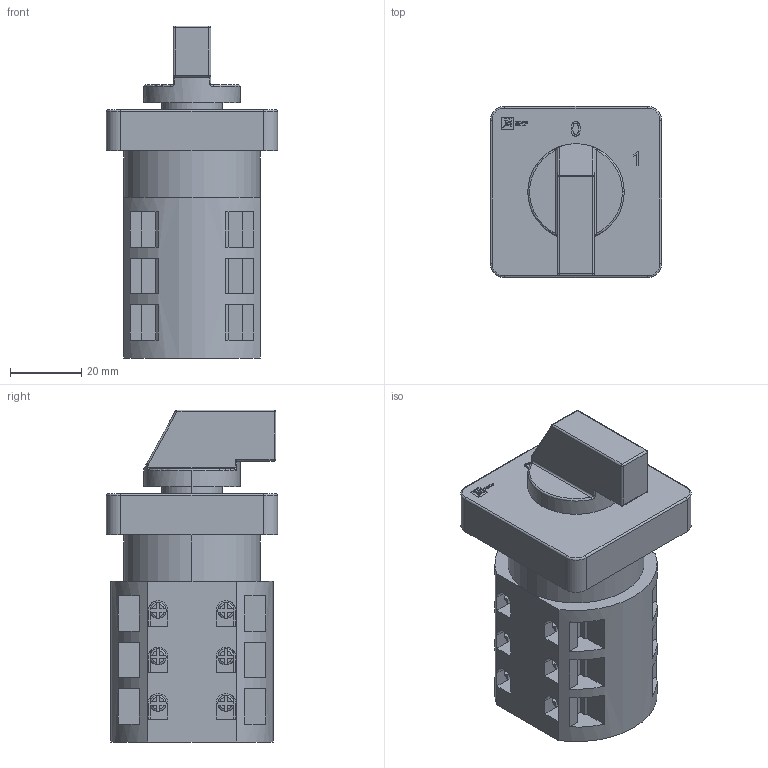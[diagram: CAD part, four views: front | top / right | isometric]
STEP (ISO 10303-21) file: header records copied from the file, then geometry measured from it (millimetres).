
FILE_DESCRIPTION (( 'STEP AP203' ), '1' );
FILE_NAME ('ﾏﾊ-1-53 25ﾀ 3ﾐ (pk-1-53-25).STEP', '2018-09-04T06:50:47', ( '' ), ( '' ), 'SwSTEP 2.0', 'SolidWorks 2017', '' );
FILE_SCHEMA (( 'CONFIG_CONTROL_DESIGN' ));
Length unit declared in the file: millimetre
Products named in the file (1): ﾏﾊ-1-53 25ﾀ 3ﾐ (pk-1-53-25)
Bounding box: 48 x 48 x 93 mm (x, y, z)
Volume: 110892.6 mm3; surface area: 22227 mm2
Topology: 1 solids, 1 shells, 576 faces, 1594 edges, 1035 vertices
Faces by surface type: plane 386, cylinder 95, torus 55, bspline 34, sphere 6
Entity records: 20028 total; most frequent: CARTESIAN_POINT 5323, ORIENTED_EDGE 3180, DIRECTION 2888, EDGE_CURVE 1590, VERTEX_POINT 1035, VECTOR 1032, LINE 1032, AXIS2_PLACEMENT_3D 928
